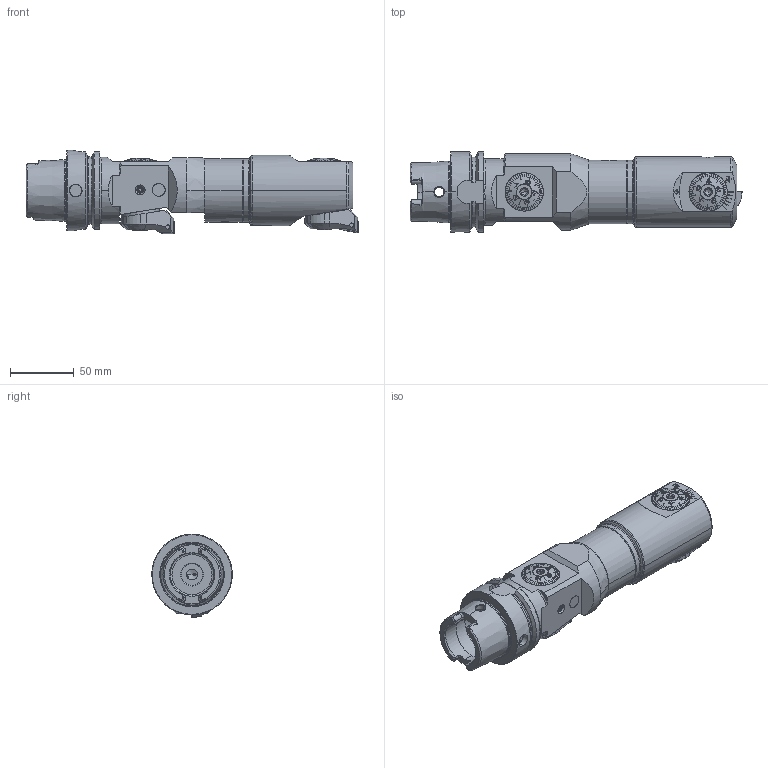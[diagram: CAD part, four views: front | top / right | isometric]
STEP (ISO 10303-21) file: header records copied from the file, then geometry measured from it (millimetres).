
FILE_DESCRIPTION (( 'STEP AP203' ), '1' );
FILE_NAME ('HA6-WH5.F55.138.STEP', '2017-07-24T13:47:06', ( 'SwiAdmin' ), ( '' ), 'SwSTEP 2.0', 'SolidWorks 2017', '' );
FILE_SCHEMA (( 'CONFIG_CONTROL_DESIGN' ));
Length unit declared in the file: millimetre
Products named in the file (32): F55-BG1.So2.036; ISO 4026 - M10 x 8; WH5-F55.K20.090_B; WCB-ER2.001.009_A; A55-BG2.013.005_C; WH5-F55.K20.090_MIN mit WP Halter; F55-WCB.001.013_D_fertigbearbeitet; Klebstoff D10; A55-BG2.012.006_B; HA6-WH5.F55.138; CCMT09T304; F55-WSA.So2.013_A_fertigbearbeitet; A55-BG2.011.016_D; F55-WCB.001.013; SCMT09T304; F55-BG2.014.015_B; HA6-WH5.F55.138_A; F55-BG1.011.036_D; F55-WSA.So2.013; F55-BG2.015.015_B; WH5-ER1.001.017; F55-BG1.012.012_A; F55-ER1.101.016_A; DIN 3771 - 25x1.5; F55-BG1.So1.036_D; F55-BG1.011.036; GN 913.5-M8-12-MS; F55-BG1.So1.036_F55 Min Max; F55-BG1.014.036; KVT_MB_600_050; A55-BG3.011.033_A_gek〉zt
Assembly tree (43 placements, depth 5):
  HA6-WH5.F55.138
    HA6-WH5.F55.138_A
    WH5-ER1.001.017  x2
    F55-BG1.So1.036_F55 Min Max
      F55-BG1.So2.036
        F55-BG1.So1.036_D
        F55-BG1.012.012_A
      A55-BG2.013.005_C
      A55-BG2.012.006_B
      F55-BG2.015.015_B
        A55-BG2.011.016_D
        F55-BG2.014.015_B
      DIN 3771 - 25x1.5
    A55-BG3.011.033_A_gek〉zt
    WCB-ER2.001.009_A
    Klebstoff D10
    F55-WSA.So2.013
      F55-WSA.So2.013_A_fertigbearbeitet
      SCMT09T304
      WCB-ER2.001.009_A
    F55-ER1.101.016_A
    GN 913.5-M8-12-MS
    KVT_MB_600_050  x2
    WH5-F55.K20.090_MIN mit WP Halter
      WH5-F55.K20.090_B
      F55-WCB.001.013
        F55-WCB.001.013_D_fertigbearbeitet
        CCMT09T304
        WCB-ER2.001.009_A
      F55-ER1.101.016_A
      F55-BG1.014.036
        F55-BG1.011.036
          F55-BG1.011.036_D
          F55-BG1.012.012_A
        A55-BG2.013.005_C
        A55-BG2.012.006_B
        F55-BG2.015.015_B
          A55-BG2.011.016_D
          F55-BG2.014.015_B
        DIN 3771 - 25x1.5
      A55-BG3.011.033_A_gek〉zt
      Klebstoff D10
      WCB-ER2.001.009_A
      ISO 4026 - M10 x 8
Bounding box: 259.9 x 63 x 65.3 mm (x, y, z)
Volume: 491093.9 mm3; surface area: 122192.6 mm2
Topology: 42 solids, 42 shells, 2033 faces, 5206 edges, 3244 vertices
Faces by surface type: plane 762, cone 525, cylinder 419, torus 197, bspline 118, sphere 12
Entity records: 52710 total; most frequent: CARTESIAN_POINT 16620, ORIENTED_EDGE 7076, DIRECTION 6419, EDGE_CURVE 3538, AXIS2_PLACEMENT_3D 2511, VERTEX_POINT 2214, EDGE_LOOP 1480, VECTOR 1397
